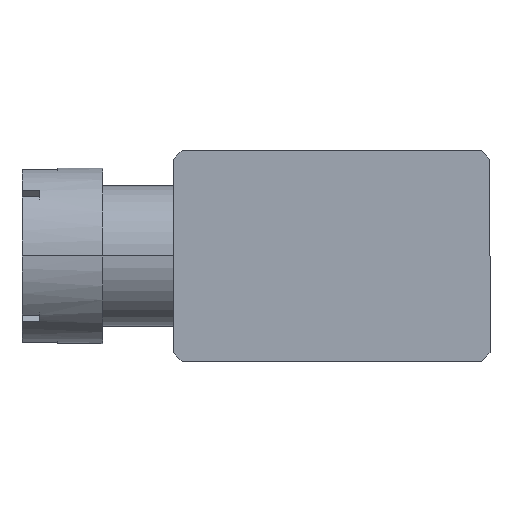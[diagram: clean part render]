
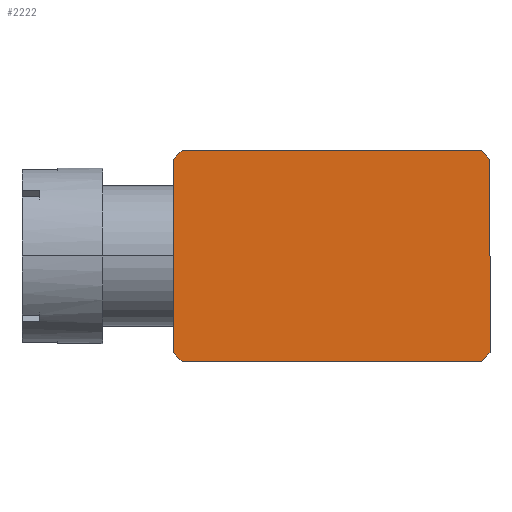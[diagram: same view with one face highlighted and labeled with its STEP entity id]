
A CAD part, left-side view. The second image highlights one B-rep face of the part: STEP entity #2222.
In plain terms, the highlighted face is planar.
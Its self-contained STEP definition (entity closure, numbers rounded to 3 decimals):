
#50 = EDGE_CURVE ( 'NONE', #871, #3106, #2397, .T. ) ;
#63 = ORIENTED_EDGE ( 'NONE', *, *, #544, .T. ) ;
#297 = EDGE_CURVE ( 'NONE', #1664, #1954, #1623, .T. ) ;
#305 = CARTESIAN_POINT ( 'NONE',  ( -2.75, 4.5, 19. ) ) ;
#328 = VECTOR ( 'NONE', #3409, 1000. ) ;
#341 = VERTEX_POINT ( 'NONE', #2843 ) ;
#370 = EDGE_CURVE ( 'NONE', #341, #1849, #418, .T. ) ;
#418 = LINE ( 'NONE', #2754, #3196 ) ;
#482 = CARTESIAN_POINT ( 'NONE',  ( -2.75, -4.5, 19. ) ) ;
#484 = ORIENTED_EDGE ( 'NONE', *, *, #370, .T. ) ;
#492 = EDGE_CURVE ( 'NONE', #2337, #2897, #2058, .T. ) ;
#518 = VECTOR ( 'NONE', #2465, 1000. ) ;
#544 = EDGE_CURVE ( 'NONE', #1954, #2337, #1386, .T. ) ;
#554 = EDGE_CURVE ( 'NONE', #2897, #341, #3367, .T. ) ;
#559 = EDGE_CURVE ( 'NONE', #1849, #871, #1225, .T. ) ;
#565 = EDGE_CURVE ( 'NONE', #3106, #1664, #1830, .T. ) ;
#683 = DIRECTION ( 'NONE',  ( 1., 0., 0. ) ) ;
#686 = DIRECTION ( 'NONE',  ( 0., 0., 1. ) ) ;
#691 = PLANE ( 'NONE',  #2940 ) ;
#727 = CARTESIAN_POINT ( 'NONE',  ( -3., -4.5, 19. ) ) ;
#842 = CARTESIAN_POINT ( 'NONE',  ( -3., -4.25, 19. ) ) ;
#854 = ORIENTED_EDGE ( 'NONE', *, *, #565, .T. ) ;
#871 = VERTEX_POINT ( 'NONE', #1614 ) ;
#920 = VECTOR ( 'NONE', #2921, 1000. ) ;
#949 = EDGE_LOOP ( 'NONE', ( #1752, #63, #1569, #2082, #484, #2476, #2654, #854 ) ) ;
#984 = CARTESIAN_POINT ( 'NONE',  ( 3., 4.25, 19. ) ) ;
#1225 = LINE ( 'NONE', #2448, #1313 ) ;
#1313 = VECTOR ( 'NONE', #2443, 1000. ) ;
#1386 = LINE ( 'NONE', #2477, #518 ) ;
#1569 = ORIENTED_EDGE ( 'NONE', *, *, #492, .T. ) ;
#1614 = CARTESIAN_POINT ( 'NONE',  ( 2.75, 4.5, 19. ) ) ;
#1623 = LINE ( 'NONE', #2941, #920 ) ;
#1664 = VERTEX_POINT ( 'NONE', #3229 ) ;
#1703 = CARTESIAN_POINT ( 'NONE',  ( 2.75, -4.5, 19. ) ) ;
#1752 = ORIENTED_EDGE ( 'NONE', *, *, #297, .T. ) ;
#1830 = LINE ( 'NONE', #2438, #3198 ) ;
#1849 = VERTEX_POINT ( 'NONE', #984 ) ;
#1954 = VERTEX_POINT ( 'NONE', #842 ) ;
#2058 = LINE ( 'NONE', #2549, #3440 ) ;
#2082 = ORIENTED_EDGE ( 'NONE', *, *, #554, .T. ) ;
#2222 = ADVANCED_FACE ( 'NONE', ( #2987 ), #691, .T. ) ;
#2337 = VERTEX_POINT ( 'NONE', #482 ) ;
#2397 = LINE ( 'NONE', #3399, #328 ) ;
#2427 = DIRECTION ( 'NONE',  ( -0.707, -0.707, 0. ) ) ;
#2438 = CARTESIAN_POINT ( 'NONE',  ( -7.375, -0.125, 19. ) ) ;
#2443 = DIRECTION ( 'NONE',  ( -0.707, 0.707, 0. ) ) ;
#2448 = CARTESIAN_POINT ( 'NONE',  ( 4.375, 2.875, 19. ) ) ;
#2450 = DIRECTION ( 'NONE',  ( 0.707, 0.707, 0. ) ) ;
#2463 = CARTESIAN_POINT ( 'NONE',  ( -0.125, -7.375, 19. ) ) ;
#2465 = DIRECTION ( 'NONE',  ( 0.707, -0.707, 0. ) ) ;
#2476 = ORIENTED_EDGE ( 'NONE', *, *, #559, .T. ) ;
#2477 = CARTESIAN_POINT ( 'NONE',  ( -2.875, -4.375, 19. ) ) ;
#2549 = CARTESIAN_POINT ( 'NONE',  ( -3., -4.5, 19. ) ) ;
#2592 = VECTOR ( 'NONE', #2450, 1000. ) ;
#2626 = DIRECTION ( 'NONE',  ( 1., 0., 0. ) ) ;
#2654 = ORIENTED_EDGE ( 'NONE', *, *, #50, .T. ) ;
#2736 = DIRECTION ( 'NONE',  ( 0., 1., 0. ) ) ;
#2754 = CARTESIAN_POINT ( 'NONE',  ( 3., 4.5, 19. ) ) ;
#2843 = CARTESIAN_POINT ( 'NONE',  ( 3., -4.25, 19. ) ) ;
#2897 = VERTEX_POINT ( 'NONE', #1703 ) ;
#2921 = DIRECTION ( 'NONE',  ( 0., -1., 0. ) ) ;
#2940 = AXIS2_PLACEMENT_3D ( 'NONE', #727, #686, #683 ) ;
#2941 = CARTESIAN_POINT ( 'NONE',  ( -3., 4.5, 19. ) ) ;
#2987 = FACE_OUTER_BOUND ( 'NONE', #949, .T. ) ;
#3106 = VERTEX_POINT ( 'NONE', #305 ) ;
#3196 = VECTOR ( 'NONE', #2736, 1000. ) ;
#3198 = VECTOR ( 'NONE', #2427, 1000. ) ;
#3229 = CARTESIAN_POINT ( 'NONE',  ( -3., 4.25, 19. ) ) ;
#3367 = LINE ( 'NONE', #2463, #2592 ) ;
#3399 = CARTESIAN_POINT ( 'NONE',  ( -3., 4.5, 19. ) ) ;
#3409 = DIRECTION ( 'NONE',  ( -1., 0., 0. ) ) ;
#3440 = VECTOR ( 'NONE', #2626, 1000. ) ;
